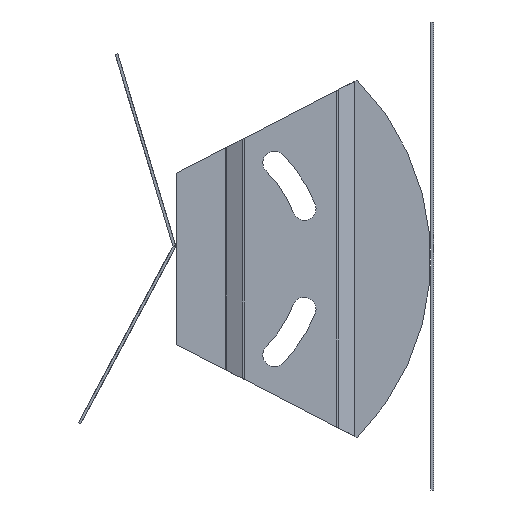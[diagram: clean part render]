
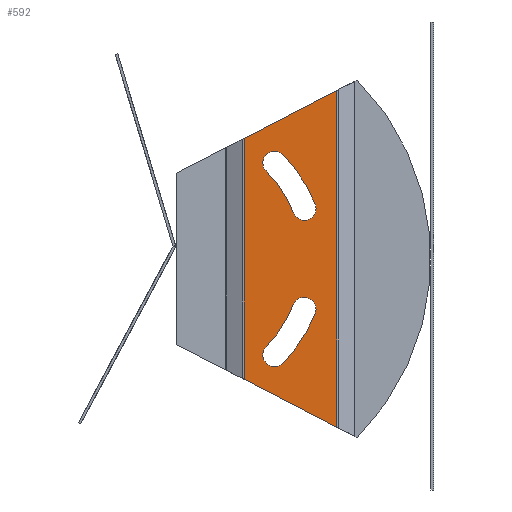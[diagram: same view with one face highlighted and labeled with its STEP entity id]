
A CAD part, front view. The second image highlights one B-rep face of the part: STEP entity #592.
In plain terms, the highlighted face is planar.
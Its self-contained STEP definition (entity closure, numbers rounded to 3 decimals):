
#71 = AXIS2_PLACEMENT_3D ( 'NONE', #722, #720, #719 ) ;
#72 = AXIS2_PLACEMENT_3D ( 'NONE', #715, #714, #712 ) ;
#73 = AXIS2_PLACEMENT_3D ( 'NONE', #709, #706, #704 ) ;
#74 = AXIS2_PLACEMENT_3D ( 'NONE', #703, #702, #700 ) ;
#75 = AXIS2_PLACEMENT_3D ( 'NONE', #696, #695, #694 ) ;
#76 = AXIS2_PLACEMENT_3D ( 'NONE', #690, #689, #688 ) ;
#77 = AXIS2_PLACEMENT_3D ( 'NONE', #687, #686, #685 ) ;
#78 = AXIS2_PLACEMENT_3D ( 'NONE', #682, #680, #678 ) ;
#309 = EDGE_CURVE ( 'NONE', #726, #1092, #3688, .T. ) ;
#310 = EDGE_CURVE ( 'NONE', #1092, #1093, #3696, .T. ) ;
#311 = EDGE_CURVE ( 'NONE', #1093, #898, #3698, .T. ) ;
#312 = EDGE_CURVE ( 'NONE', #4913, #727, #3697, .T. ) ;
#313 = EDGE_CURVE ( 'NONE', #727, #900, #3700, .T. ) ;
#314 = EDGE_CURVE ( 'NONE', #900, #4919, #3702, .T. ) ;
#315 = EDGE_CURVE ( 'NONE', #4919, #4913, #3704, .T. ) ;
#316 = EDGE_CURVE ( 'NONE', #4073, #903, #3703, .T. ) ;
#317 = EDGE_CURVE ( 'NONE', #903, #4902, #3705, .T. ) ;
#318 = EDGE_CURVE ( 'NONE', #4902, #2629, #3706, .T. ) ;
#319 = EDGE_CURVE ( 'NONE', #2629, #4073, #3707, .T. ) ;
#321 = EDGE_CURVE ( 'NONE', #726, #898, #3708, .T. ) ;
#592 = ADVANCED_FACE ( 'NONE', ( #2139, #2142, #2140 ), #4004, .F. ) ;
#667 = CARTESIAN_POINT ( 'NONE',  ( 3.3, 47.882, 200. ) ) ;
#670 = CARTESIAN_POINT ( 'NONE',  ( 3.3, 53.979, 53.5 ) ) ;
#674 = DIRECTION ( 'NONE',  ( 0., 0., -1. ) ) ;
#675 = DIRECTION ( 'NONE',  ( 0., 0., -1. ) ) ;
#678 = DIRECTION ( 'NONE',  ( 0., -1., 0. ) ) ;
#679 = DIRECTION ( 'NONE',  ( 0., 0.889, 0.459 ) ) ;
#680 = DIRECTION ( 'NONE',  ( -1., 0., 0. ) ) ;
#682 = CARTESIAN_POINT ( 'NONE',  ( 3.3, 0., 0. ) ) ;
#685 = DIRECTION ( 'NONE',  ( 0., -1., 0. ) ) ;
#686 = DIRECTION ( 'NONE',  ( 1., 0., 0. ) ) ;
#687 = CARTESIAN_POINT ( 'NONE',  ( 3.3, 38.147, -15.027 ) ) ;
#688 = DIRECTION ( 'NONE',  ( 0., -1., 0. ) ) ;
#689 = DIRECTION ( 'NONE',  ( 1., 0., 0. ) ) ;
#690 = CARTESIAN_POINT ( 'NONE',  ( 3.3, 0., 0. ) ) ;
#694 = DIRECTION ( 'NONE',  ( 0., -1., 0. ) ) ;
#695 = DIRECTION ( 'NONE',  ( 1., 0., 0. ) ) ;
#696 = CARTESIAN_POINT ( 'NONE',  ( 3.3, 29.243, -28.737 ) ) ;
#697 = DIRECTION ( 'NONE',  ( 0., -0.889, 0.459 ) ) ;
#699 = CARTESIAN_POINT ( 'NONE',  ( 3.3, 53.979, -53.5 ) ) ;
#700 = DIRECTION ( 'NONE',  ( 0., 1., 0. ) ) ;
#702 = DIRECTION ( 'NONE',  ( 1., 0., 0. ) ) ;
#703 = CARTESIAN_POINT ( 'NONE',  ( 3.3, 29.243, 28.737 ) ) ;
#704 = DIRECTION ( 'NONE',  ( 0., 1., 0. ) ) ;
#706 = DIRECTION ( 'NONE',  ( 1., 0., 0. ) ) ;
#709 = CARTESIAN_POINT ( 'NONE',  ( 3.3, 0., 0. ) ) ;
#711 = CARTESIAN_POINT ( 'NONE',  ( 3.3, 20.118, 200. ) ) ;
#712 = DIRECTION ( 'NONE',  ( 0., 1., 0. ) ) ;
#714 = DIRECTION ( 'NONE',  ( 1., 0., 0. ) ) ;
#715 = CARTESIAN_POINT ( 'NONE',  ( 3.3, 38.147, 15.027 ) ) ;
#719 = DIRECTION ( 'NONE',  ( 0., 1., 0. ) ) ;
#720 = DIRECTION ( 'NONE',  ( -1., 0., 0. ) ) ;
#722 = CARTESIAN_POINT ( 'NONE',  ( 3.3, 0., 0. ) ) ;
#726 = VERTEX_POINT ( 'NONE', #4771 ) ;
#727 = VERTEX_POINT ( 'NONE', #4764 ) ;
#898 = VERTEX_POINT ( 'NONE', #4281 ) ;
#900 = VERTEX_POINT ( 'NONE', #4282 ) ;
#903 = VERTEX_POINT ( 'NONE', #4279 ) ;
#1092 = VERTEX_POINT ( 'NONE', #4291 ) ;
#1093 = VERTEX_POINT ( 'NONE', #4292 ) ;
#2139 = FACE_BOUND ( 'NONE', #3509, .T. ) ;
#2140 = FACE_OUTER_BOUND ( 'NONE', #3506, .T. ) ;
#2142 = FACE_BOUND ( 'NONE', #3512, .T. ) ;
#2629 = VERTEX_POINT ( 'NONE', #4396 ) ;
#2672 = ORIENTED_EDGE ( 'NONE', *, *, #319, .F. ) ;
#2673 = ORIENTED_EDGE ( 'NONE', *, *, #318, .F. ) ;
#2674 = ORIENTED_EDGE ( 'NONE', *, *, #317, .F. ) ;
#2675 = ORIENTED_EDGE ( 'NONE', *, *, #316, .F. ) ;
#2676 = ORIENTED_EDGE ( 'NONE', *, *, #315, .F. ) ;
#2677 = ORIENTED_EDGE ( 'NONE', *, *, #314, .F. ) ;
#2678 = ORIENTED_EDGE ( 'NONE', *, *, #313, .F. ) ;
#2679 = ORIENTED_EDGE ( 'NONE', *, *, #312, .F. ) ;
#2680 = ORIENTED_EDGE ( 'NONE', *, *, #321, .T. ) ;
#2681 = ORIENTED_EDGE ( 'NONE', *, *, #311, .F. ) ;
#2682 = ORIENTED_EDGE ( 'NONE', *, *, #310, .F. ) ;
#2683 = ORIENTED_EDGE ( 'NONE', *, *, #309, .F. ) ;
#2843 = AXIS2_PLACEMENT_3D ( 'NONE', #4002, #3996, #4006 ) ;
#3506 = EDGE_LOOP ( 'NONE', ( #2680, #2681, #2682, #2683 ) ) ;
#3509 = EDGE_LOOP ( 'NONE', ( #2672, #2673, #2674, #2675 ) ) ;
#3512 = EDGE_LOOP ( 'NONE', ( #2676, #2677, #2678, #2679 ) ) ;
#3688 = LINE ( 'NONE', #670, #3695 ) ;
#3695 = VECTOR ( 'NONE', #679, 1000. ) ;
#3696 = LINE ( 'NONE', #667, #3699 ) ;
#3697 = CIRCLE ( 'NONE', #71, 37.5 ) ;
#3698 = LINE ( 'NONE', #699, #3701 ) ;
#3699 = VECTOR ( 'NONE', #675, 1000. ) ;
#3700 = CIRCLE ( 'NONE', #72, 3.5 ) ;
#3701 = VECTOR ( 'NONE', #697, 1000. ) ;
#3702 = CIRCLE ( 'NONE', #73, 44.5 ) ;
#3703 = CIRCLE ( 'NONE', #75, 3.5 ) ;
#3704 = CIRCLE ( 'NONE', #74, 3.5 ) ;
#3705 = CIRCLE ( 'NONE', #76, 44.5 ) ;
#3706 = CIRCLE ( 'NONE', #77, 3.5 ) ;
#3707 = CIRCLE ( 'NONE', #78, 37.5 ) ;
#3708 = LINE ( 'NONE', #711, #3710 ) ;
#3710 = VECTOR ( 'NONE', #674, 1000. ) ;
#3996 = DIRECTION ( 'NONE',  ( -1., 0., 0. ) ) ;
#4002 = CARTESIAN_POINT ( 'NONE',  ( 3.3, 20.118, 200. ) ) ;
#4004 = PLANE ( 'NONE',  #2843 ) ;
#4006 = DIRECTION ( 'NONE',  ( 0., 0., 1. ) ) ;
#4073 = VERTEX_POINT ( 'NONE', #4456 ) ;
#4279 = CARTESIAN_POINT ( 'NONE',  ( 3.3, 31.74, -31.19 ) ) ;
#4281 = CARTESIAN_POINT ( 'NONE',  ( 3.3, 20.118, -36.03 ) ) ;
#4282 = CARTESIAN_POINT ( 'NONE',  ( 3.3, 41.404, 16.309 ) ) ;
#4291 = CARTESIAN_POINT ( 'NONE',  ( 3.3, 47.882, 50.354 ) ) ;
#4292 = CARTESIAN_POINT ( 'NONE',  ( 3.3, 47.882, -50.354 ) ) ;
#4396 = CARTESIAN_POINT ( 'NONE',  ( 3.3, 34.891, -13.744 ) ) ;
#4456 = CARTESIAN_POINT ( 'NONE',  ( 3.3, 26.747, -26.284 ) ) ;
#4489 = CARTESIAN_POINT ( 'NONE',  ( 3.3, 41.404, -16.309 ) ) ;
#4503 = CARTESIAN_POINT ( 'NONE',  ( 3.3, 26.747, 26.284 ) ) ;
#4509 = CARTESIAN_POINT ( 'NONE',  ( 3.3, 31.74, 31.19 ) ) ;
#4764 = CARTESIAN_POINT ( 'NONE',  ( 3.3, 34.891, 13.744 ) ) ;
#4771 = CARTESIAN_POINT ( 'NONE',  ( 3.3, 20.118, 36.03 ) ) ;
#4902 = VERTEX_POINT ( 'NONE', #4489 ) ;
#4913 = VERTEX_POINT ( 'NONE', #4503 ) ;
#4919 = VERTEX_POINT ( 'NONE', #4509 ) ;
